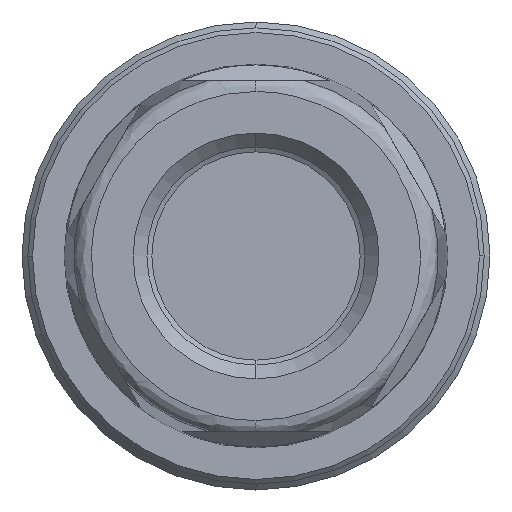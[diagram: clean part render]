
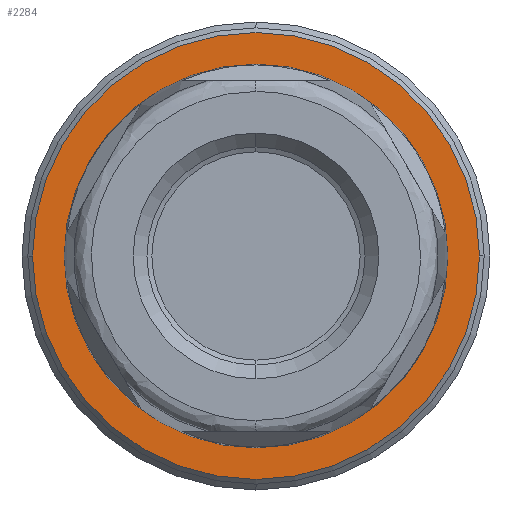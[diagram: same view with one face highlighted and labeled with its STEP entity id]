
A CAD part, left-side view. The second image highlights one B-rep face of the part: STEP entity #2284.
In plain terms, the highlighted planar face has unit normal (-1, 0, 0).
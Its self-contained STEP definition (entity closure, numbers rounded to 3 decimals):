
#753 = EDGE_LOOP ( 'NONE', ( #1043, #1044 ) ) ;
#754 = EDGE_LOOP ( 'NONE', ( #1045, #1046 ) ) ;
#1043 = ORIENTED_EDGE ( 'NONE', *, *, #2471, .F. ) ;
#1044 = ORIENTED_EDGE ( 'NONE', *, *, #2377, .F. ) ;
#1045 = ORIENTED_EDGE ( 'NONE', *, *, #2414, .T. ) ;
#1046 = ORIENTED_EDGE ( 'NONE', *, *, #2474, .T. ) ;
#1251 = CARTESIAN_POINT ( 'NONE',  ( 28., 0., -16.4 ) ) ;
#1304 = VERTEX_POINT ( 'NONE', #1251 ) ;
#1310 = VERTEX_POINT ( 'NONE', #1680 ) ;
#1328 = VERTEX_POINT ( 'NONE', #1474 ) ;
#1361 = VERTEX_POINT ( 'NONE', #1677 ) ;
#1474 = CARTESIAN_POINT ( 'NONE',  ( 28., 19.1, 0. ) ) ;
#1587 = CARTESIAN_POINT ( 'NONE',  ( 28., 0., 0. ) ) ;
#1589 = DIRECTION ( 'NONE',  ( -1., 0., 0. ) ) ;
#1591 = DIRECTION ( 'NONE',  ( 0., 0., 1. ) ) ;
#1602 = CARTESIAN_POINT ( 'NONE',  ( 28., 0., 0. ) ) ;
#1604 = DIRECTION ( 'NONE',  ( -1., 0., 0. ) ) ;
#1606 = DIRECTION ( 'NONE',  ( 0., 1., 0. ) ) ;
#1677 = CARTESIAN_POINT ( 'NONE',  ( 28., -19.1, 0. ) ) ;
#1680 = CARTESIAN_POINT ( 'NONE',  ( 28., 0., 16.4 ) ) ;
#1993 = AXIS2_PLACEMENT_3D ( 'NONE', #1602, #1604, #1606 ) ;
#1994 = AXIS2_PLACEMENT_3D ( 'NONE', #1587, #1589, #1591 ) ;
#2027 = AXIS2_PLACEMENT_3D ( 'NONE', #2170, #2168, #2167 ) ;
#2034 = AXIS2_PLACEMENT_3D ( 'NONE', #3063, #3061, #3060 ) ;
#2068 = AXIS2_PLACEMENT_3D ( 'NONE', #2649, #2651, #2685 ) ;
#2167 = DIRECTION ( 'NONE',  ( 0., 1., 0. ) ) ;
#2168 = DIRECTION ( 'NONE',  ( -1., 0., 0. ) ) ;
#2170 = CARTESIAN_POINT ( 'NONE',  ( 28., 0., 0. ) ) ;
#2284 = ADVANCED_FACE ( 'NONE', ( #3459, #3460 ), #2652, .T. ) ;
#2377 = EDGE_CURVE ( 'NONE', #1304, #1310, #3570, .T. ) ;
#2414 = EDGE_CURVE ( 'NONE', #1328, #1361, #3480, .T. ) ;
#2471 = EDGE_CURVE ( 'NONE', #1310, #1304, #3390, .T. ) ;
#2474 = EDGE_CURVE ( 'NONE', #1361, #1328, #3583, .T. ) ;
#2649 = CARTESIAN_POINT ( 'NONE',  ( 28., -37.639, 0. ) ) ;
#2651 = DIRECTION ( 'NONE',  ( -1., 0., 0. ) ) ;
#2652 = PLANE ( 'NONE',  #2068 ) ;
#2685 = DIRECTION ( 'NONE',  ( 0., 0., 1. ) ) ;
#3060 = DIRECTION ( 'NONE',  ( 0., 0., 1. ) ) ;
#3061 = DIRECTION ( 'NONE',  ( -1., 0., 0. ) ) ;
#3063 = CARTESIAN_POINT ( 'NONE',  ( 28., 0., 0. ) ) ;
#3390 = CIRCLE ( 'NONE', #1994, 16.4 ) ;
#3459 = FACE_BOUND ( 'NONE', #753, .T. ) ;
#3460 = FACE_OUTER_BOUND ( 'NONE', #754, .T. ) ;
#3480 = CIRCLE ( 'NONE', #2027, 19.1 ) ;
#3570 = CIRCLE ( 'NONE', #2034, 16.4 ) ;
#3583 = CIRCLE ( 'NONE', #1993, 19.1 ) ;
